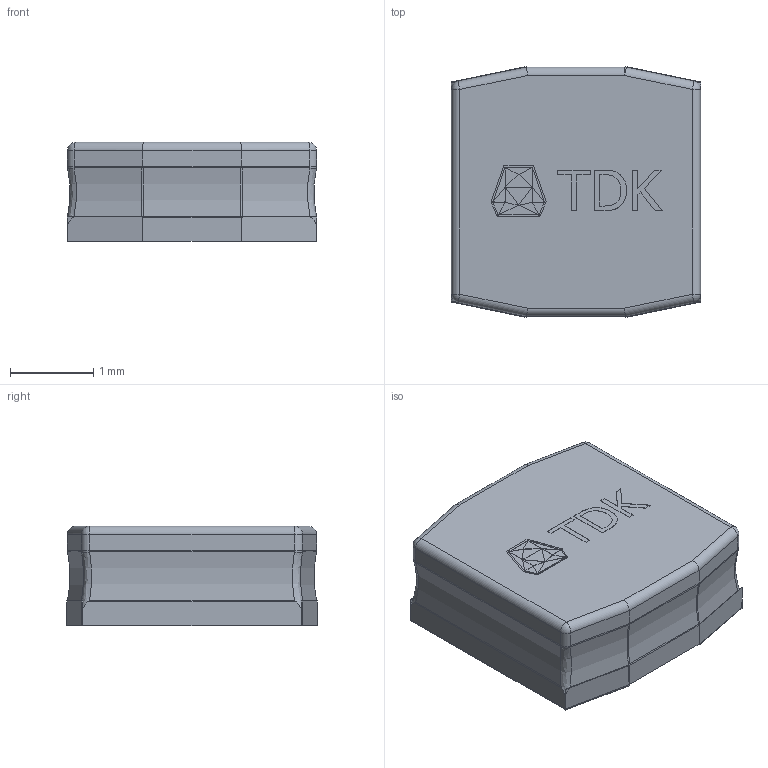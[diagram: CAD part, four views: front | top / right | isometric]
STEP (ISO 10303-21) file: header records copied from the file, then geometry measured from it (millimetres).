
FILE_DESCRIPTION(/* description */ (''),/* implementation_level */ '2;1');
FILE_NAME(/* name */ 'VLS3012HBX-2R2M.stp',/* time_stamp */ '2019-08-06T17:39:25+02:00',/* author */ ('khaled'),/* organization */ (''),/* preprocessor_version */ 'ST-DEVELOPER v17.2',/* originating_system */ 'Autodesk Inventor 2019',/* authorisation */ '');
FILE_SCHEMA (('AUTOMOTIVE_DESIGN { 1 0 10303 214 3 1 1 }'));
Length unit declared in the file: millimetre
Products named in the file (6): VLS3012HBX-2R2M; body; plat1; plat2; sides; name1
Assembly tree (5 placements, depth 2):
  VLS3012HBX-2R2M
    body
    plat1
    plat2
    sides
    name1
Bounding box: 3 x 3.02 x 1.2 mm (x, y, z)
Volume: 10.2 mm3; surface area: 43.6 mm2
Topology: 18 solids, 18 shells, 221 faces, 514 edges, 329 vertices
Faces by surface type: plane 135, cylinder 60, bspline 16, sphere 10
Entity records: 6836 total; most frequent: CARTESIAN_POINT 1492, ORIENTED_EDGE 1028, DIRECTION 1019, EDGE_CURVE 514, LINE 357, VECTOR 357, AXIS2_PLACEMENT_3D 331, VERTEX_POINT 329
